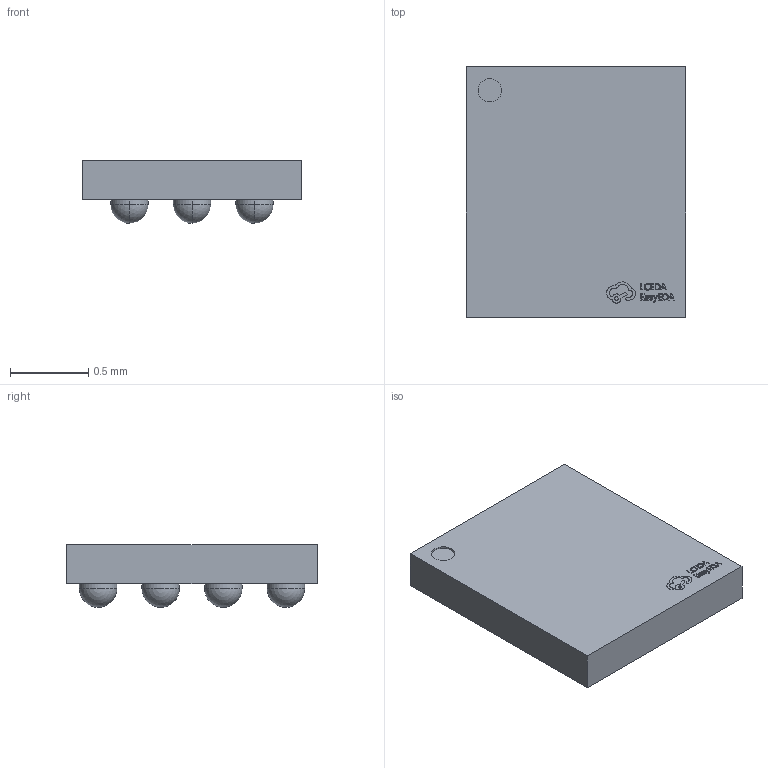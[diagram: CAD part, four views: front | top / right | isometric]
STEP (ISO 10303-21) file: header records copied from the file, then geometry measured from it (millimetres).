
FILE_DESCRIPTION (( 'STEP AP214' ), '1' );
FILE_NAME ('DSBGA-12_L1.6-W1.4-R4-C3-P0.40-TL.step', '2022-06-22T14:25:20', ( '' ), ( '' ), 'SwSTEP 2.0', 'SolidWorks 2020', '' );
FILE_SCHEMA (( 'AUTOMOTIVE_DESIGN' ));
Length unit declared in the file: millimetre
Products named in the file (1): DSBGA-12_L1.6-W1.4-R4-C3-P0.40-TL
Bounding box: 1.4 x 1.6 x 0.4 mm (x, y, z)
Volume: 0.6 mm3; surface area: 6.8 mm2
Topology: 1 solids, 1 shells, 281 faces, 777 edges, 506 vertices
Faces by surface type: plane 133, bspline 98, cylinder 26, sphere 24
Entity records: 12200 total; most frequent: CARTESIAN_POINT 2799, ORIENTED_EDGE 1458, DIRECTION 973, EDGE_CURVE 729, VERTEX_POINT 482, LINE 453, VECTOR 453, EDGE_LOOP 313
